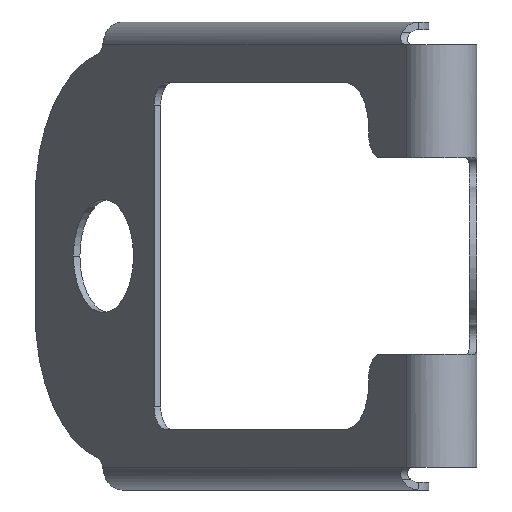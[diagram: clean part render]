
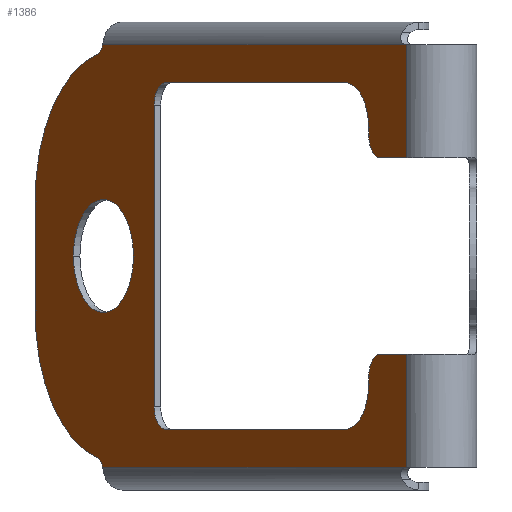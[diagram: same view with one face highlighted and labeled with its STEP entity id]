
A CAD part, left-side view. The second image highlights one B-rep face of the part: STEP entity #1386.
In plain terms, the highlighted planar face has unit normal (-0.53, 0.848, 0).
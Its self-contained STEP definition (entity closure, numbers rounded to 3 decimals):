
#6=DIRECTION('',(0.848,0.53,0.016));
#7=VECTOR('',#6,0.192);
#8=CARTESIAN_POINT('',(-19.321,4.127,-14.));
#9=LINE('',#8,#7);
#143=CARTESIAN_POINT('',(12.861,24.236,0.));
#144=DIRECTION('',(-0.53,0.848,0.));
#145=DIRECTION('',(0.848,0.53,0.));
#146=AXIS2_PLACEMENT_3D('',#143,#144,#145);
#148=CARTESIAN_POINT('',(12.861,24.236,0.));
#149=DIRECTION('',(-0.53,0.848,0.));
#150=DIRECTION('',(-0.848,-0.53,0.));
#151=AXIS2_PLACEMENT_3D('',#148,#149,#150);
#153=CARTESIAN_POINT('',(-16.529,5.871,-8.));
#154=DIRECTION('',(-0.53,0.848,0.));
#155=DIRECTION('',(0.,0.,1.));
#156=AXIS2_PLACEMENT_3D('',#153,#154,#155);
#158=DIRECTION('',(0.,0.,-1.));
#159=VECTOR('',#158,7.5);
#160=CARTESIAN_POINT('',(-19.321,4.127,-6.5));
#161=LINE('',#160,#159);
#162=CARTESIAN_POINT('',(11.626,23.465,-3.613));
#163=DIRECTION('',(-0.53,0.848,0.));
#164=DIRECTION('',(0.848,0.53,0.));
#165=AXIS2_PLACEMENT_3D('',#162,#163,#164);
#167=DIRECTION('',(0.,0.,1.));
#168=VECTOR('',#167,7.226);
#169=CARTESIAN_POINT('',(20.106,28.764,-3.613));
#170=LINE('',#169,#168);
#171=CARTESIAN_POINT('',(11.626,23.465,3.613));
#172=DIRECTION('',(-0.53,0.848,0.));
#173=DIRECTION('',(0.193,0.12,0.974));
#174=AXIS2_PLACEMENT_3D('',#171,#172,#173);
#176=CARTESIAN_POINT('',(-16.529,5.871,8.));
#177=DIRECTION('',(-0.53,0.848,0.));
#178=DIRECTION('',(0.848,0.53,0.));
#179=AXIS2_PLACEMENT_3D('',#176,#177,#178);
#181=DIRECTION('',(0.,0.,1.));
#182=VECTOR('',#181,0.5);
#183=CARTESIAN_POINT('',(-15.257,6.666,8.));
#184=LINE('',#183,#182);
#185=DIRECTION('',(0.848,0.53,0.));
#186=VECTOR('',#185,22.3);
#187=CARTESIAN_POINT('',(-12.713,8.256,11.5));
#188=LINE('',#187,#186);
#189=DIRECTION('',(0.,0.,-1.));
#190=VECTOR('',#189,20.);
#191=CARTESIAN_POINT('',(7.47,20.868,10.));
#192=LINE('',#191,#190);
#193=DIRECTION('',(-0.848,-0.53,0.));
#194=VECTOR('',#193,22.3);
#195=CARTESIAN_POINT('',(6.198,20.073,-11.5));
#196=LINE('',#195,#194);
#197=DIRECTION('',(0.,0.,1.));
#198=VECTOR('',#197,0.5);
#199=CARTESIAN_POINT('',(-15.257,6.666,-8.5));
#200=LINE('',#199,#198);
#217=CARTESIAN_POINT('',(-12.713,8.256,-8.5));
#218=DIRECTION('',(0.53,-0.848,0.));
#219=DIRECTION('',(-0.848,-0.53,0.));
#220=AXIS2_PLACEMENT_3D('',#217,#218,#219);
#235=CARTESIAN_POINT('',(6.198,20.073,-10.));
#236=DIRECTION('',(0.53,-0.848,0.));
#237=DIRECTION('',(0.,0.,-1.));
#238=AXIS2_PLACEMENT_3D('',#235,#236,#237);
#253=CARTESIAN_POINT('',(6.198,20.073,10.));
#254=DIRECTION('',(0.53,-0.848,0.));
#255=DIRECTION('',(0.848,0.53,0.));
#256=AXIS2_PLACEMENT_3D('',#253,#254,#255);
#271=CARTESIAN_POINT('',(-12.713,8.256,8.5));
#272=DIRECTION('',(0.53,-0.848,0.));
#273=DIRECTION('',(0.,0.,1.));
#274=AXIS2_PLACEMENT_3D('',#271,#272,#273);
#285=DIRECTION('',(-0.848,-0.53,0.));
#286=VECTOR('',#285,3.292);
#287=CARTESIAN_POINT('',(-16.529,5.871,6.5));
#288=LINE('',#287,#286);
#307=DIRECTION('',(0.,0.,1.));
#308=VECTOR('',#307,7.5);
#309=CARTESIAN_POINT('',(-19.321,4.127,6.5));
#310=LINE('',#309,#308);
#341=DIRECTION('',(-0.848,-0.53,0.016));
#342=VECTOR('',#341,0.192);
#343=CARTESIAN_POINT('',(-19.158,4.229,13.997));
#344=LINE('',#343,#342);
#376=DIRECTION('',(0.848,0.53,0.));
#377=VECTOR('',#376,37.857);
#378=CARTESIAN_POINT('',(-19.158,4.229,13.997));
#379=LINE('',#378,#377);
#384=CARTESIAN_POINT('',(12.946,24.29,13.992));
#386=CARTESIAN_POINT('',(13.746,24.79,14.325));
#387=DIRECTION('',(0.53,-0.848,0.));
#388=DIRECTION('',(-0.8,-0.5,-0.333));
#389=AXIS2_PLACEMENT_3D('',#386,#387,#388);
#517=DIRECTION('',(-0.848,-0.53,0.));
#518=VECTOR('',#517,37.857);
#519=CARTESIAN_POINT('',(12.946,24.29,-13.992));
#520=LINE('',#519,#518);
#545=CARTESIAN_POINT('',(13.746,24.79,-14.325));
#546=DIRECTION('',(0.53,-0.848,0.));
#547=DIRECTION('',(-0.193,-0.12,0.974));
#548=AXIS2_PLACEMENT_3D('',#545,#546,#547);
#822=DIRECTION('',(0.848,0.53,0.));
#823=VECTOR('',#822,3.292);
#824=CARTESIAN_POINT('',(-19.321,4.127,-6.5));
#825=LINE('',#824,#823);
#992=CARTESIAN_POINT('',(16.041,26.223,0.));
#993=CARTESIAN_POINT('',(9.681,22.249,0.));
#994=VERTEX_POINT('',#992);
#995=VERTEX_POINT('',#993);
#1018=CARTESIAN_POINT('',(-19.321,4.127,6.5));
#1019=VERTEX_POINT('',#1018);
#1022=CARTESIAN_POINT('',(-19.321,4.127,-6.5));
#1023=VERTEX_POINT('',#1022);
#1032=CARTESIAN_POINT('',(-19.321,4.127,-14.));
#1033=VERTEX_POINT('',#1032);
#1038=CARTESIAN_POINT('',(-19.321,4.127,14.));
#1039=VERTEX_POINT('',#1038);
#1043=CARTESIAN_POINT('',(20.106,28.764,3.613));
#1045=VERTEX_POINT('',#1043);
#1046=CARTESIAN_POINT('',(20.106,28.764,-3.613));
#1048=VERTEX_POINT('',#1046);
#1086=CARTESIAN_POINT('',(13.553,24.669,13.351));
#1088=VERTEX_POINT('',#1086);
#1095=CARTESIAN_POINT('',(13.553,24.669,-13.351));
#1097=VERTEX_POINT('',#1095);
#1098=VERTEX_POINT('',#384);
#1102=CARTESIAN_POINT('',(12.946,24.29,-13.992));
#1103=VERTEX_POINT('',#1102);
#1108=CARTESIAN_POINT('',(-19.158,4.229,-13.997));
#1110=VERTEX_POINT('',#1108);
#1117=CARTESIAN_POINT('',(-19.158,4.229,13.997));
#1119=VERTEX_POINT('',#1117);
#1120=CARTESIAN_POINT('',(-15.257,6.666,-8.5));
#1122=VERTEX_POINT('',#1120);
#1124=CARTESIAN_POINT('',(-12.713,8.256,-11.5));
#1126=VERTEX_POINT('',#1124);
#1128=CARTESIAN_POINT('',(-12.713,8.256,11.5));
#1130=VERTEX_POINT('',#1128);
#1132=CARTESIAN_POINT('',(-15.257,6.666,8.5));
#1134=VERTEX_POINT('',#1132);
#1136=CARTESIAN_POINT('',(-16.529,5.871,-6.5));
#1137=CARTESIAN_POINT('',(-15.257,6.666,-8.));
#1138=VERTEX_POINT('',#1136);
#1139=VERTEX_POINT('',#1137);
#1148=CARTESIAN_POINT('',(-15.257,6.666,8.));
#1149=VERTEX_POINT('',#1148);
#1150=CARTESIAN_POINT('',(-16.529,5.871,6.5));
#1151=VERTEX_POINT('',#1150);
#1152=CARTESIAN_POINT('',(6.198,20.073,-11.5));
#1154=VERTEX_POINT('',#1152);
#1156=CARTESIAN_POINT('',(7.47,20.868,-10.));
#1158=VERTEX_POINT('',#1156);
#1160=CARTESIAN_POINT('',(7.47,20.868,10.));
#1162=VERTEX_POINT('',#1160);
#1164=CARTESIAN_POINT('',(6.198,20.073,11.5));
#1166=VERTEX_POINT('',#1164);
#1328=CARTESIAN_POINT('',(23.075,30.619,6.5));
#1329=DIRECTION('',(-0.53,0.848,0.));
#1330=DIRECTION('',(-0.848,-0.53,0.));
#1331=AXIS2_PLACEMENT_3D('',#1328,#1329,#1330);
#1332=PLANE('',#1331);
#1334=ORIENTED_EDGE('',*,*,#1333,.F.);
#1336=ORIENTED_EDGE('',*,*,#1335,.F.);
#1338=ORIENTED_EDGE('',*,*,#1337,.T.);
#1339=ORIENTED_EDGE('',*,*,#1175,.T.);
#1341=ORIENTED_EDGE('',*,*,#1340,.F.);
#1343=ORIENTED_EDGE('',*,*,#1342,.F.);
#1345=ORIENTED_EDGE('',*,*,#1344,.F.);
#1347=ORIENTED_EDGE('',*,*,#1346,.T.);
#1349=ORIENTED_EDGE('',*,*,#1348,.F.);
#1351=ORIENTED_EDGE('',*,*,#1350,.F.);
#1353=ORIENTED_EDGE('',*,*,#1352,.F.);
#1355=ORIENTED_EDGE('',*,*,#1354,.T.);
#1357=ORIENTED_EDGE('',*,*,#1356,.F.);
#1359=ORIENTED_EDGE('',*,*,#1358,.F.);
#1361=ORIENTED_EDGE('',*,*,#1360,.F.);
#1363=ORIENTED_EDGE('',*,*,#1362,.T.);
#1365=ORIENTED_EDGE('',*,*,#1364,.F.);
#1367=ORIENTED_EDGE('',*,*,#1366,.T.);
#1369=ORIENTED_EDGE('',*,*,#1368,.F.);
#1371=ORIENTED_EDGE('',*,*,#1370,.T.);
#1373=ORIENTED_EDGE('',*,*,#1372,.F.);
#1375=ORIENTED_EDGE('',*,*,#1374,.T.);
#1377=ORIENTED_EDGE('',*,*,#1376,.F.);
#1379=ORIENTED_EDGE('',*,*,#1378,.T.);
#1380=EDGE_LOOP('',(#1334,#1336,#1338,#1339,#1341,#1343,#1345,#1347,#1349,#1351,
#1353,#1355,#1357,#1359,#1361,#1363,#1365,#1367,#1369,#1371,#1373,#1375,#1377,
#1379));
#1381=FACE_OUTER_BOUND('',#1380,.F.);
#1382=ORIENTED_EDGE('',*,*,#1308,.T.);
#1383=ORIENTED_EDGE('',*,*,#1322,.T.);
#1384=EDGE_LOOP('',(#1382,#1383));
#1385=FACE_BOUND('',#1384,.F.);
#1386=ADVANCED_FACE('',(#1381,#1385),#1332,.T.);
#147=CIRCLE('',#146,3.75);
#152=CIRCLE('',#151,3.75);
#157=CIRCLE('',#156,1.5);
#166=CIRCLE('',#165,10.);
#175=CIRCLE('',#174,10.);
#180=CIRCLE('',#179,1.5);
#221=CIRCLE('',#220,3.);
#239=CIRCLE('',#238,1.5);
#257=CIRCLE('',#256,1.5);
#275=CIRCLE('',#274,3.);
#390=CIRCLE('',#389,1.);
#549=CIRCLE('',#548,1.);
#1175=EDGE_CURVE('',#1033,#1110,#9,.T.);
#1308=EDGE_CURVE('',#994,#995,#147,.T.);
#1322=EDGE_CURVE('',#995,#994,#152,.T.);
#1333=EDGE_CURVE('',#1138,#1139,#157,.T.);
#1335=EDGE_CURVE('',#1023,#1138,#825,.T.);
#1337=EDGE_CURVE('',#1023,#1033,#161,.T.);
#1340=EDGE_CURVE('',#1103,#1110,#520,.T.);
#1342=EDGE_CURVE('',#1097,#1103,#549,.T.);
#1344=EDGE_CURVE('',#1048,#1097,#166,.T.);
#1346=EDGE_CURVE('',#1048,#1045,#170,.T.);
#1348=EDGE_CURVE('',#1088,#1045,#175,.T.);
#1350=EDGE_CURVE('',#1098,#1088,#390,.T.);
#1352=EDGE_CURVE('',#1119,#1098,#379,.T.);
#1354=EDGE_CURVE('',#1119,#1039,#344,.T.);
#1356=EDGE_CURVE('',#1019,#1039,#310,.T.);
#1358=EDGE_CURVE('',#1151,#1019,#288,.T.);
#1360=EDGE_CURVE('',#1149,#1151,#180,.T.);
#1362=EDGE_CURVE('',#1149,#1134,#184,.T.);
#1364=EDGE_CURVE('',#1130,#1134,#275,.T.);
#1366=EDGE_CURVE('',#1130,#1166,#188,.T.);
#1368=EDGE_CURVE('',#1162,#1166,#257,.T.);
#1370=EDGE_CURVE('',#1162,#1158,#192,.T.);
#1372=EDGE_CURVE('',#1154,#1158,#239,.T.);
#1374=EDGE_CURVE('',#1154,#1126,#196,.T.);
#1376=EDGE_CURVE('',#1122,#1126,#221,.T.);
#1378=EDGE_CURVE('',#1122,#1139,#200,.T.);
